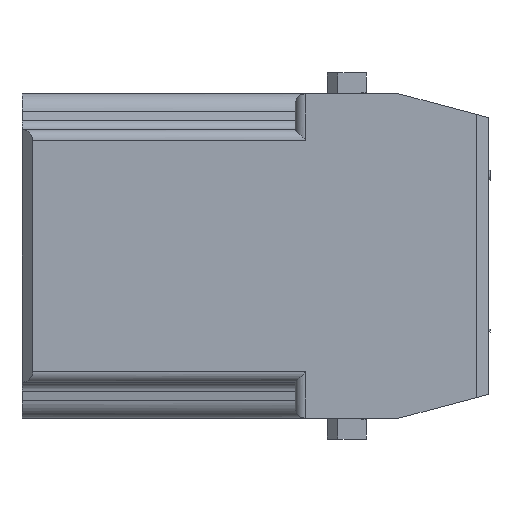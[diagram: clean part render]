
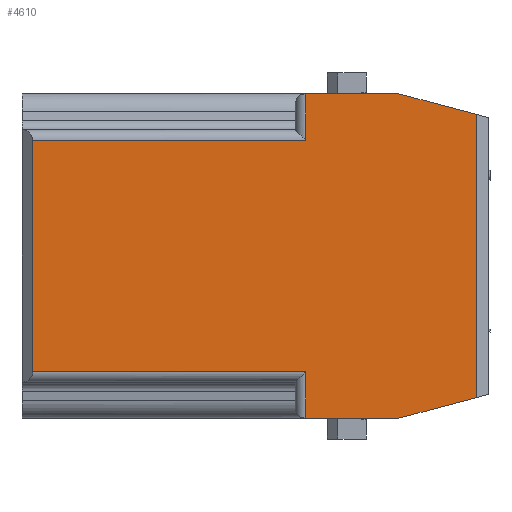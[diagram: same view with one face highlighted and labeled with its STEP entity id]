
A CAD part, left-side view. The second image highlights one B-rep face of the part: STEP entity #4610.
In plain terms, the highlighted planar face has unit normal (-1, 0, 0).
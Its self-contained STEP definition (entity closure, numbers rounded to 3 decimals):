
#886=CARTESIAN_POINT('',(-7.3,-1.,10.8));
#888=DIRECTION('',(0.,0.,-1.));
#889=VECTOR('',#888,21.6);
#890=CARTESIAN_POINT('',(-7.3,-1.,10.8));
#891=LINE('',#890,#889);
#892=CARTESIAN_POINT('',(-7.3,-1.,-10.8));
#914=CARTESIAN_POINT('',(-7.3,-26.5,10.8));
#916=DIRECTION('',(0.,1.,0.));
#917=VECTOR('',#916,25.5);
#918=CARTESIAN_POINT('',(-7.3,-26.5,10.8));
#919=LINE('',#918,#917);
#980=DIRECTION('',(0.,1.,0.));
#981=VECTOR('',#980,8.7);
#982=CARTESIAN_POINT('',(-7.3,-35.2,15.15));
#983=LINE('',#982,#981);
#1209=DIRECTION('',(0.,-1.,0.));
#1210=VECTOR('',#1209,8.7);
#1211=CARTESIAN_POINT('',(-7.3,-26.5,-15.15));
#1212=LINE('',#1211,#1210);
#1309=DIRECTION('',(0.,-0.966,-0.259));
#1310=VECTOR('',#1309,7.454);
#1311=CARTESIAN_POINT('',(-7.3,-35.2,15.15));
#1312=LINE('',#1311,#1310);
#1313=DIRECTION('',(0.,0.966,-0.259));
#1314=VECTOR('',#1313,7.454);
#1315=CARTESIAN_POINT('',(-7.3,-42.4,-13.221));
#1316=LINE('',#1315,#1314);
#1317=DIRECTION('',(0.,0.,-1.));
#1318=VECTOR('',#1317,4.35);
#1319=CARTESIAN_POINT('',(-7.3,-26.5,15.15));
#1320=LINE('',#1319,#1318);
#1329=CARTESIAN_POINT('',(-7.3,-26.5,15.15));
#1340=DIRECTION('',(0.,0.,1.));
#1341=VECTOR('',#1340,26.443);
#1342=CARTESIAN_POINT('',(-7.3,-42.4,-13.221));
#1343=LINE('',#1342,#1341);
#1352=DIRECTION('',(0.,0.,-1.));
#1353=VECTOR('',#1352,4.35);
#1354=CARTESIAN_POINT('',(-7.3,-26.5,-10.8));
#1355=LINE('',#1354,#1353);
#1356=CARTESIAN_POINT('',(-7.3,-26.5,-15.15));
#1423=DIRECTION('',(0.,-1.,0.));
#1424=VECTOR('',#1423,25.5);
#1425=CARTESIAN_POINT('',(-7.3,-1.,-10.8));
#1426=LINE('',#1425,#1424);
#1427=CARTESIAN_POINT('',(-7.3,-26.5,-10.8));
#2523=VERTEX_POINT('',#1329);
#2525=VERTEX_POINT('',#886);
#2526=VERTEX_POINT('',#892);
#2527=VERTEX_POINT('',#1356);
#2698=CARTESIAN_POINT('',(-7.3,-35.2,15.15));
#2699=CARTESIAN_POINT('',(-7.3,-42.4,13.221));
#2700=VERTEX_POINT('',#2698);
#2701=VERTEX_POINT('',#2699);
#2702=CARTESIAN_POINT('',(-7.3,-42.4,-13.221));
#2703=CARTESIAN_POINT('',(-7.3,-35.2,-15.15));
#2704=VERTEX_POINT('',#2702);
#2705=VERTEX_POINT('',#2703);
#2794=VERTEX_POINT('',#914);
#2800=VERTEX_POINT('',#1427);
#4589=CARTESIAN_POINT('',(-7.3,0.,-15.15));
#4590=DIRECTION('',(-1.,0.,0.));
#4591=DIRECTION('',(0.,0.,1.));
#4592=AXIS2_PLACEMENT_3D('',#4589,#4590,#4591);
#4593=PLANE('',#4592);
#4594=ORIENTED_EDGE('',*,*,#3995,.F.);
#4595=ORIENTED_EDGE('',*,*,#4011,.F.);
#4597=ORIENTED_EDGE('',*,*,#4596,.F.);
#4598=ORIENTED_EDGE('',*,*,#4098,.F.);
#4599=ORIENTED_EDGE('',*,*,#4272,.T.);
#4601=ORIENTED_EDGE('',*,*,#4600,.F.);
#4602=ORIENTED_EDGE('',*,*,#4578,.T.);
#4603=ORIENTED_EDGE('',*,*,#4421,.F.);
#4605=ORIENTED_EDGE('',*,*,#4604,.F.);
#4607=ORIENTED_EDGE('',*,*,#4606,.F.);
#4608=EDGE_LOOP('',(#4594,#4595,#4597,#4598,#4599,#4601,#4602,#4603,#4605,
#4607));
#4609=FACE_OUTER_BOUND('',#4608,.F.);
#4610=ADVANCED_FACE('',(#4609),#4593,.T.);
#3995=EDGE_CURVE('',#2525,#2526,#891,.T.);
#4011=EDGE_CURVE('',#2794,#2525,#919,.T.);
#4098=EDGE_CURVE('',#2700,#2523,#983,.T.);
#4272=EDGE_CURVE('',#2700,#2701,#1312,.T.);
#4421=EDGE_CURVE('',#2527,#2705,#1212,.T.);
#4578=EDGE_CURVE('',#2704,#2705,#1316,.T.);
#4596=EDGE_CURVE('',#2523,#2794,#1320,.T.);
#4600=EDGE_CURVE('',#2704,#2701,#1343,.T.);
#4604=EDGE_CURVE('',#2800,#2527,#1355,.T.);
#4606=EDGE_CURVE('',#2526,#2800,#1426,.T.);
